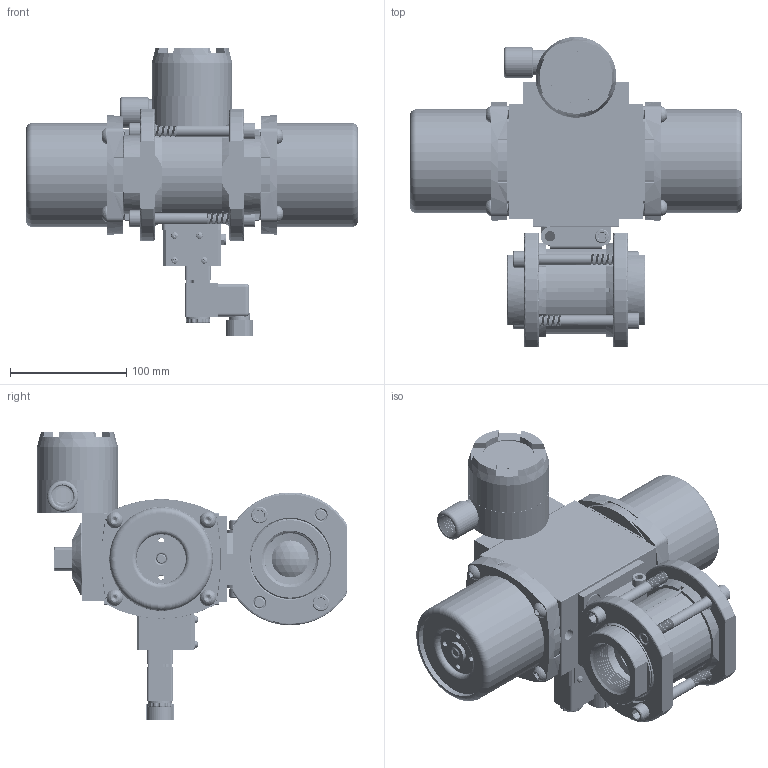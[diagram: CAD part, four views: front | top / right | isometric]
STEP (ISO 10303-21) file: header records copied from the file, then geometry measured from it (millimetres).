
FILE_DESCRIPTION (( 'STEP AP203' ), '1' );
FILE_NAME ('22XXSESA522SR3GPDCLS.step', '2018-06-12T11:56:37', ( '' ), ( '' ), 'SwSTEP 2.0', 'SolidWorks 2017', '' );
FILE_SCHEMA (( 'CONFIG_CONTROL_DESIGN' ));
Length unit declared in the file: inch
Products named in the file (1): 22XXSESA522SR3GPDCLS
Bounding box: 285.09 x 266.2 x 247.55 mm (x, y, z)
Volume: 1761214.1 mm3; surface area: 670427 mm2
Topology: 79 solids, 79 shells, 6464 faces, 16649 edges, 10437 vertices
Faces by surface type: cylinder 2797, cone 2108, plane 1175, torus 248, bspline 106, sphere 30
Entity records: 245833 total; most frequent: CARTESIAN_POINT 87735, DIRECTION 35002, ORIENTED_EDGE 33010, EDGE_CURVE 16505, AXIS2_PLACEMENT_3D 14146, VERTEX_POINT 10435, CIRCLE 7787, EDGE_LOOP 6996
